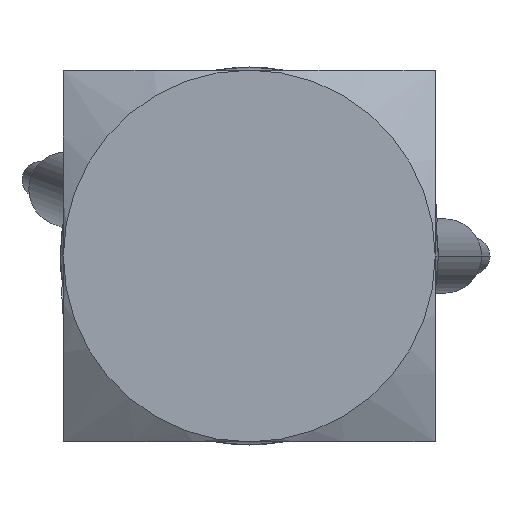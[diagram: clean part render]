
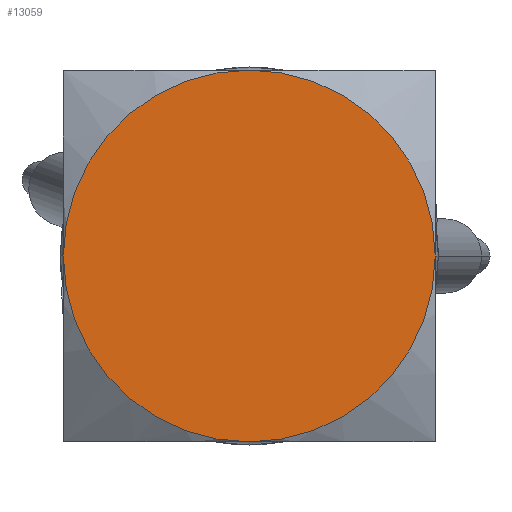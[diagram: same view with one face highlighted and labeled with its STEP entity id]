
A CAD part, front view. The second image highlights one B-rep face of the part: STEP entity #13059.
In plain terms, the highlighted planar face has unit normal (0, -1, 0).
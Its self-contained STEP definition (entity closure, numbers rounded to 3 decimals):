
#10663=CARTESIAN_POINT('',(0.,0.,0.));
#10664=DIRECTION('',(0.,1.,0.));
#10665=DIRECTION('',(-0.707,0.,-0.707));
#10666=AXIS2_PLACEMENT_3D('',#10663,#10664,#10665);
#10671=CARTESIAN_POINT('',(0.,0.,0.));
#10672=DIRECTION('',(0.,1.,0.));
#10673=DIRECTION('',(-0.707,0.,0.707));
#10674=AXIS2_PLACEMENT_3D('',#10671,#10672,#10673);
#10679=CARTESIAN_POINT('',(0.,0.,0.));
#10680=DIRECTION('',(0.,1.,0.));
#10681=DIRECTION('',(0.707,0.,0.707));
#10682=AXIS2_PLACEMENT_3D('',#10679,#10680,#10681);
#10687=CARTESIAN_POINT('',(0.,0.,0.));
#10688=DIRECTION('',(0.,1.,0.));
#10689=DIRECTION('',(0.707,0.,-0.707));
#10690=AXIS2_PLACEMENT_3D('',#10687,#10688,#10689);
#12910=CARTESIAN_POINT('',(-2.121,0.,-2.121));
#12911=CARTESIAN_POINT('',(-2.121,0.,2.121));
#12912=VERTEX_POINT('',#12910);
#12913=VERTEX_POINT('',#12911);
#12914=CARTESIAN_POINT('',(2.121,0.,2.121));
#12915=VERTEX_POINT('',#12914);
#12916=CARTESIAN_POINT('',(2.121,0.,-2.121));
#12917=VERTEX_POINT('',#12916);
#13044=CARTESIAN_POINT('',(0.,0.,0.));
#13045=DIRECTION('',(0.,1.,0.));
#13046=DIRECTION('',(1.,0.,0.));
#13047=AXIS2_PLACEMENT_3D('',#13044,#13045,#13046);
#13048=PLANE('',#13047);
#13050=ORIENTED_EDGE('',*,*,#13049,.T.);
#13052=ORIENTED_EDGE('',*,*,#13051,.T.);
#13054=ORIENTED_EDGE('',*,*,#13053,.T.);
#13056=ORIENTED_EDGE('',*,*,#13055,.T.);
#13057=EDGE_LOOP('',(#13050,#13052,#13054,#13056));
#13058=FACE_OUTER_BOUND('',#13057,.F.);
#10667=CIRCLE('',#10666,3.);
#10675=CIRCLE('',#10674,3.);
#10683=CIRCLE('',#10682,3.);
#10691=CIRCLE('',#10690,3.);
#13049=EDGE_CURVE('',#12912,#12913,#10667,.T.);
#13051=EDGE_CURVE('',#12913,#12915,#10675,.T.);
#13053=EDGE_CURVE('',#12915,#12917,#10683,.T.);
#13055=EDGE_CURVE('',#12917,#12912,#10691,.T.);
#13059=ADVANCED_FACE('',(#13058),#13048,.F.);
